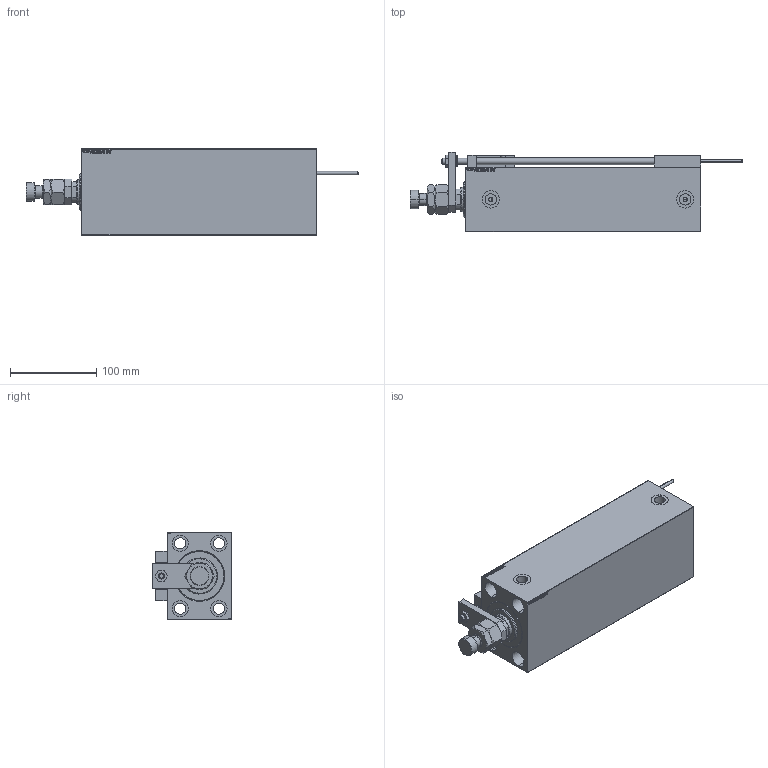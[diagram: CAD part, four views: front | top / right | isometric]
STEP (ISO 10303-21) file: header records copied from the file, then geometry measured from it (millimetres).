
FILE_DESCRIPTION (( 'STEP AP203' ), '1' );
FILE_NAME ('adbf.STEP', '2022-04-17T07:00:54', ( '' ), ( '' ), 'SwSTEP 2.0', 'SolidWorks 2019', '' );
FILE_SCHEMA (( 'CONFIG_CONTROL_DESIGN' ));
Length unit declared in the file: millimetre
Products named in the file (16): V450CM_C_Body dad4045eee883d43a7c0ecb564de6a2b; NUT_D12 dad4045eee883d43a7c0ecb564de6a2b; adbf; MAGNET dad4045eee883d43a7c0ecb564de6a2b; Block dad4045eee883d43a7c0ecb564de6a2b; V450CM_C_VCP dad4045eee883d43a7c0ecb564de6a2b; SWITCH_X_FRONT_BACK dad4045eee883d43a7c0ecb564de6a2b; X_Y_MFA dad4045eee883d43a7c0ecb564de6a2b; ALLEN BOLT D8 dad4045eee883d43a7c0ecb564de6a2b; ALLEN BOLT D5 dad4045eee883d43a7c0ecb564de6a2b; TYC_L79 dad4045eee883d43a7c0ecb564de6a2b; ZARAZKA dad4045eee883d43a7c0ecb564de6a2b; SWITCH DIM B,W dad4045eee883d43a7c0ecb564de6a2b; KONCOVKA dad4045eee883d43a7c0ecb564de6a2b; V450CM_VC_B dad4045eee883d43a7c0ecb564de6a2b; SWITCH X dad4045eee883d43a7c0ecb564de6a2b
Assembly tree (25 placements, depth 3):
  adbf
    V450CM_C_Body dad4045eee883d43a7c0ecb564de6a2b
    SWITCH X dad4045eee883d43a7c0ecb564de6a2b
      SWITCH_X_FRONT_BACK dad4045eee883d43a7c0ecb564de6a2b  x2
      TYC_L79 dad4045eee883d43a7c0ecb564de6a2b
      Block dad4045eee883d43a7c0ecb564de6a2b  x2
      ALLEN BOLT D5 dad4045eee883d43a7c0ecb564de6a2b  x4
      ALLEN BOLT D8 dad4045eee883d43a7c0ecb564de6a2b  x4
      MAGNET dad4045eee883d43a7c0ecb564de6a2b  x2
      KONCOVKA dad4045eee883d43a7c0ecb564de6a2b  x2
    NUT_D12 dad4045eee883d43a7c0ecb564de6a2b
    SWITCH DIM B,W dad4045eee883d43a7c0ecb564de6a2b
    ZARAZKA dad4045eee883d43a7c0ecb564de6a2b
    V450CM_C_VCP dad4045eee883d43a7c0ecb564de6a2b
    V450CM_VC_B dad4045eee883d43a7c0ecb564de6a2b
    X_Y_MFA dad4045eee883d43a7c0ecb564de6a2b
Bounding box: 386 x 92.5 x 100 mm (x, y, z)
Volume: 1699446 mm3; surface area: 279305.2 mm2
Topology: 24 solids, 24 shells, 1354 faces, 3226 edges, 2053 vertices
Faces by surface type: plane 582, bspline 380, cylinder 206, cone 134, torus 48, sphere 4
Entity records: 52712 total; most frequent: CARTESIAN_POINT 26827, ORIENTED_EDGE 5472, DIRECTION 3768, EDGE_CURVE 2736, VERTEX_POINT 1777, LINE 1524, VECTOR 1524, EDGE_LOOP 1273
